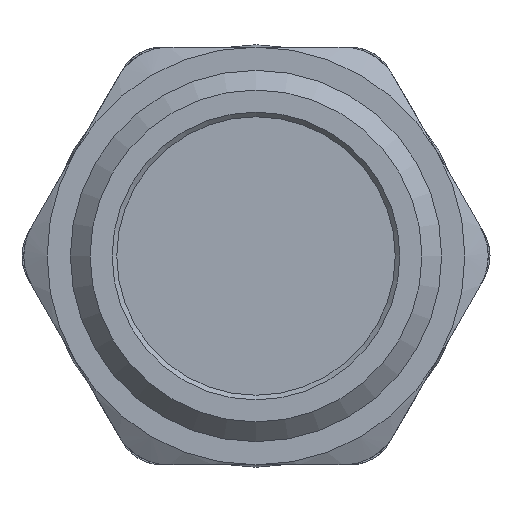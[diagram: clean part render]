
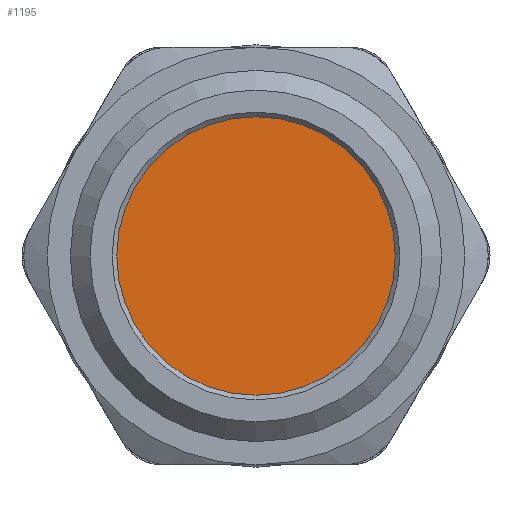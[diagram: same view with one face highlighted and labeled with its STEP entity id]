
A CAD part, front view. The second image highlights one B-rep face of the part: STEP entity #1195.
In plain terms, the highlighted planar face has unit normal (0, -1, 0).
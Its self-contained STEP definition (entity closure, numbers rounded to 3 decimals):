
#91=CIRCLE('',#1333,6.);
#164=FACE_OUTER_BOUND('',#242,.T.);
#242=EDGE_LOOP('',(#855));
#525=VERTEX_POINT('',#2006);
#653=EDGE_CURVE('',#525,#525,#91,.T.);
#855=ORIENTED_EDGE('',*,*,#653,.T.);
#1085=PLANE('',#1332);
#1195=ADVANCED_FACE('',(#164),#1085,.F.);
#1332=AXIS2_PLACEMENT_3D('',#2005,#1546,#1547);
#1333=AXIS2_PLACEMENT_3D('',#2007,#1548,#1549);
#1546=DIRECTION('center_axis',(0.,1.,0.));
#1547=DIRECTION('ref_axis',(0.,0.,1.));
#1548=DIRECTION('center_axis',(0.,-1.,0.));
#1549=DIRECTION('ref_axis',(-1.,0.,0.));
#2005=CARTESIAN_POINT('Origin',(-2.152,-3.827,0.));
#2006=CARTESIAN_POINT('',(3.848,-3.827,0.));
#2007=CARTESIAN_POINT('Origin',(-2.152,-3.827,0.));
